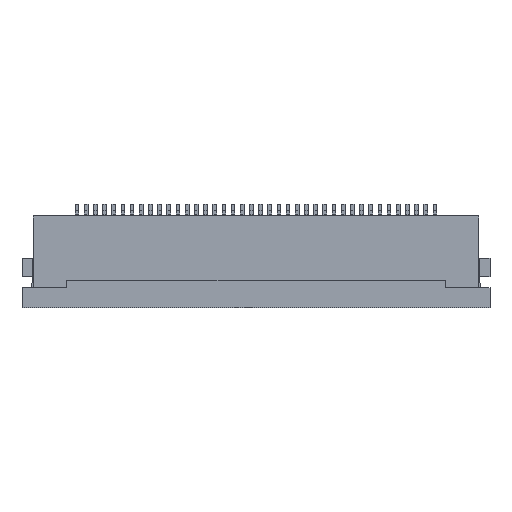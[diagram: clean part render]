
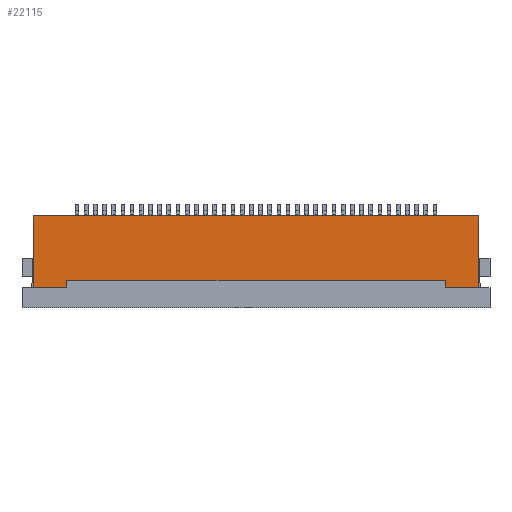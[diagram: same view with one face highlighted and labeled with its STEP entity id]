
A CAD part, front view. The second image highlights one B-rep face of the part: STEP entity #22115.
In plain terms, the highlighted planar face has unit normal (0, -1, 0).
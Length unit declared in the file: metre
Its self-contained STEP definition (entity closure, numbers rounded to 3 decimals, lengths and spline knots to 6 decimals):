
#7462=ORIENTED_EDGE('',*,*,#10552,.F.);
#7463=ORIENTED_EDGE('',*,*,#10549,.F.);
#7464=ORIENTED_EDGE('',*,*,#10547,.F.);
#7465=ORIENTED_EDGE('',*,*,#10160,.F.);
#7466=ORIENTED_EDGE('',*,*,#10270,.T.);
#7467=ORIENTED_EDGE('',*,*,#10268,.T.);
#7468=ORIENTED_EDGE('',*,*,#10266,.T.);
#7469=ORIENTED_EDGE('',*,*,#10553,.F.);
#10160=EDGE_CURVE('',#12453,#12454,#14992,.T.);
#10266=EDGE_CURVE('',#12525,#12526,#15098,.T.);
#10268=EDGE_CURVE('',#12527,#12525,#15100,.T.);
#10270=EDGE_CURVE('',#12453,#12527,#15102,.T.);
#10547=EDGE_CURVE('',#12454,#12605,#15365,.T.);
#10549=EDGE_CURVE('',#12605,#12606,#15367,.T.);
#10552=EDGE_CURVE('',#12606,#12607,#15370,.T.);
#10553=EDGE_CURVE('',#12607,#12526,#15371,.T.);
#12453=VERTEX_POINT('',#39322);
#12454=VERTEX_POINT('',#39323);
#12525=VERTEX_POINT('',#39530);
#12526=VERTEX_POINT('',#39532);
#12527=VERTEX_POINT('',#39536);
#12605=VERTEX_POINT('',#39980);
#12606=VERTEX_POINT('',#39984);
#12607=VERTEX_POINT('',#39988);
#14992=LINE('',#39321,#17756);
#15098=LINE('',#39533,#17862);
#15100=LINE('',#39537,#17864);
#15102=LINE('',#39540,#17866);
#15365=LINE('',#39979,#18129);
#15367=LINE('',#39983,#18131);
#15370=LINE('',#39989,#18134);
#15371=LINE('',#39991,#18135);
#17756=VECTOR('',#33166,1.);
#17862=VECTOR('',#33336,1.);
#17864=VECTOR('',#33340,1.);
#17866=VECTOR('',#33344,1.);
#18129=VECTOR('',#33805,1.);
#18131=VECTOR('',#33809,1.);
#18134=VECTOR('',#33814,1.);
#18135=VECTOR('',#33817,1.);
#19171=EDGE_LOOP('',(#7462,#7463,#7464,#7465,#7466,#7467,#7468,#7469));
#20207=FACE_BOUND('',#19171,.T.);
#21081=PLANE('',#28345);
#22115=ADVANCED_FACE('',(#20207),#21081,.F.);
#28345=AXIS2_PLACEMENT_3D('',#39992,#33818,#33819);
#33166=DIRECTION('',(0.,0.,1.));
#33336=DIRECTION('',(1.,0.,0.));
#33340=DIRECTION('',(0.,0.,1.));
#33344=DIRECTION('',(1.,0.,0.));
#33805=DIRECTION('',(1.,0.,0.));
#33809=DIRECTION('',(0.,0.,-1.));
#33814=DIRECTION('',(-1.,0.,0.));
#33817=DIRECTION('',(0.,0.,1.));
#33818=DIRECTION('',(0.,1.,0.));
#33819=DIRECTION('',(1.,0.,0.));
#39321=CARTESIAN_POINT('',(-0.01215,-0.001,-0.0014));
#39322=CARTESIAN_POINT('',(-0.01215,-0.001,-0.0014));
#39323=CARTESIAN_POINT('',(-0.01215,-0.001,0.0025));
#39530=CARTESIAN_POINT('',(-0.0103,-0.001,-0.001));
#39532=CARTESIAN_POINT('',(0.010301,-0.001,-0.001));
#39533=CARTESIAN_POINT('',(-0.010301,-0.001,-0.001));
#39536=CARTESIAN_POINT('',(-0.0103,-0.001,-0.0014));
#39537=CARTESIAN_POINT('',(-0.0103,-0.001,-0.00016));
#39540=CARTESIAN_POINT('',(0.,-0.001,-0.0014));
#39979=CARTESIAN_POINT('',(-0.01215,-0.001,0.0025));
#39980=CARTESIAN_POINT('',(0.01215,-0.001,0.0025));
#39983=CARTESIAN_POINT('',(0.01215,-0.001,0.0025));
#39984=CARTESIAN_POINT('',(0.01215,-0.001,-0.0014));
#39988=CARTESIAN_POINT('',(0.010301,-0.001,-0.0014));
#39989=CARTESIAN_POINT('',(0.01215,-0.001,-0.0014));
#39991=CARTESIAN_POINT('',(0.010301,-0.001,-0.0014));
#39992=CARTESIAN_POINT('',(0.,-0.001,0.00055));
